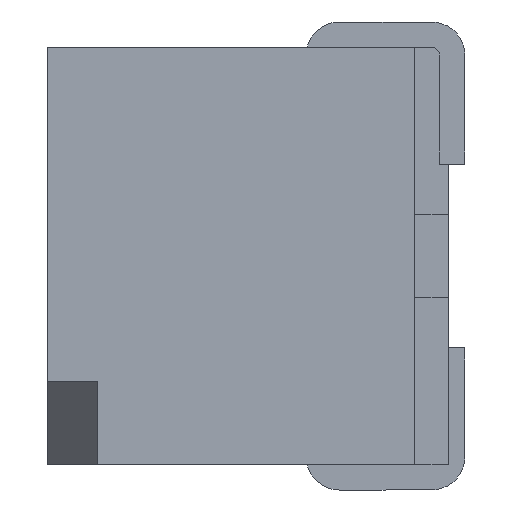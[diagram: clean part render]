
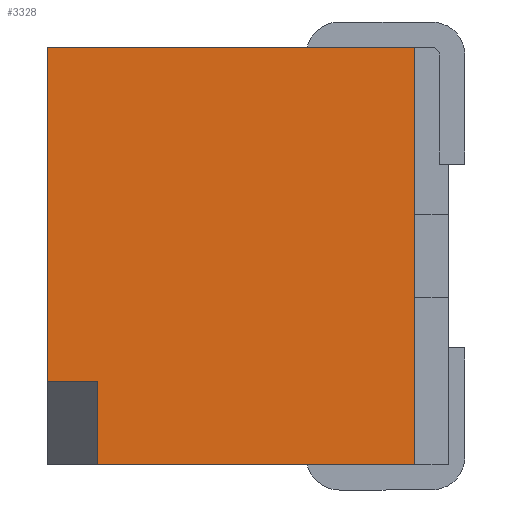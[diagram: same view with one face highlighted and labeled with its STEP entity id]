
A CAD part, left-side view. The second image highlights one B-rep face of the part: STEP entity #3328.
In plain terms, the highlighted planar face has unit normal (-1, 0, 0).
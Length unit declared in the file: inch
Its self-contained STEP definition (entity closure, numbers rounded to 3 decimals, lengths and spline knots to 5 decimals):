
#29 = PLANE ( 'NONE',  #2831 ) ;
#43 = CARTESIAN_POINT ( 'NONE',  ( -0.1063, 0.08268, -0.04921 ) ) ;
#73 = EDGE_CURVE ( 'NONE', #2650, #3176, #185, .T. ) ;
#182 = VECTOR ( 'NONE', #812, 39.37008 ) ;
#185 = LINE ( 'NONE', #2433, #691 ) ;
#309 = DIRECTION ( 'NONE',  ( 0., 0., -1. ) ) ;
#317 = VERTEX_POINT ( 'NONE', #1094 ) ;
#352 = DIRECTION ( 'NONE',  ( 1., 0., 0. ) ) ;
#401 = DIRECTION ( 'NONE',  ( 0., 0., 1. ) ) ;
#419 = ORIENTED_EDGE ( 'NONE', *, *, #3170, .F. ) ;
#572 = ORIENTED_EDGE ( 'NONE', *, *, #3423, .F. ) ;
#582 = CARTESIAN_POINT ( 'NONE',  ( -0.1063, 0.00787, 0.04921 ) ) ;
#585 = ORIENTED_EDGE ( 'NONE', *, *, #1477, .F. ) ;
#683 = ORIENTED_EDGE ( 'NONE', *, *, #1168, .F. ) ;
#691 = VECTOR ( 'NONE', #761, 39.37008 ) ;
#752 = EDGE_CURVE ( 'NONE', #1455, #3205, #1884, .T. ) ;
#761 = DIRECTION ( 'NONE',  ( 0., -1., 0. ) ) ;
#765 = EDGE_LOOP ( 'NONE', ( #419, #585, #683, #1634, #572, #2966 ) ) ;
#812 = DIRECTION ( 'NONE',  ( 0., 1., 0. ) ) ;
#876 = DIRECTION ( 'NONE',  ( 0., -1., 0. ) ) ;
#1094 = CARTESIAN_POINT ( 'NONE',  ( -0.1063, 0.00787, 0.04921 ) ) ;
#1168 = EDGE_CURVE ( 'NONE', #3205, #3146, #3151, .T. ) ;
#1443 = FACE_OUTER_BOUND ( 'NONE', #765, .T. ) ;
#1455 = VERTEX_POINT ( 'NONE', #2233 ) ;
#1473 = LINE ( 'NONE', #3180, #3130 ) ;
#1477 = EDGE_CURVE ( 'NONE', #3146, #317, #1473, .T. ) ;
#1634 = ORIENTED_EDGE ( 'NONE', *, *, #752, .F. ) ;
#1662 = VECTOR ( 'NONE', #3445, 39.37008 ) ;
#1709 = CARTESIAN_POINT ( 'NONE',  ( -0.1063, 0.09449, -0.02953 ) ) ;
#1735 = VECTOR ( 'NONE', #309, 39.37008 ) ;
#1884 = LINE ( 'NONE', #3616, #182 ) ;
#1962 = LINE ( 'NONE', #582, #1735 ) ;
#2029 = DIRECTION ( 'NONE',  ( 0., 0., -1. ) ) ;
#2106 = CARTESIAN_POINT ( 'NONE',  ( -0.1063, 0.08268, 0.04921 ) ) ;
#2174 = CARTESIAN_POINT ( 'NONE',  ( -0.1063, 0.09449, 0.04921 ) ) ;
#2233 = CARTESIAN_POINT ( 'NONE',  ( -0.1063, 0.08268, -0.02953 ) ) ;
#2433 = CARTESIAN_POINT ( 'NONE',  ( -0.1063, 0., -0.04921 ) ) ;
#2567 = CARTESIAN_POINT ( 'NONE',  ( -0.1063, 0.09449, 0.04921 ) ) ;
#2625 = CARTESIAN_POINT ( 'NONE',  ( -0.1063, 0.09449, 0.04921 ) ) ;
#2650 = VERTEX_POINT ( 'NONE', #43 ) ;
#2831 = AXIS2_PLACEMENT_3D ( 'NONE', #2567, #352, #2029 ) ;
#2946 = LINE ( 'NONE', #2106, #2953 ) ;
#2953 = VECTOR ( 'NONE', #401, 39.37008 ) ;
#2966 = ORIENTED_EDGE ( 'NONE', *, *, #73, .T. ) ;
#3130 = VECTOR ( 'NONE', #876, 39.37008 ) ;
#3146 = VERTEX_POINT ( 'NONE', #2174 ) ;
#3151 = LINE ( 'NONE', #2625, #1662 ) ;
#3170 = EDGE_CURVE ( 'NONE', #317, #3176, #1962, .T. ) ;
#3176 = VERTEX_POINT ( 'NONE', #3387 ) ;
#3180 = CARTESIAN_POINT ( 'NONE',  ( -0.1063, 0.09449, 0.04921 ) ) ;
#3205 = VERTEX_POINT ( 'NONE', #1709 ) ;
#3328 = ADVANCED_FACE ( 'NONE', ( #1443 ), #29, .F. ) ;
#3387 = CARTESIAN_POINT ( 'NONE',  ( -0.1063, 0.00787, -0.04921 ) ) ;
#3423 = EDGE_CURVE ( 'NONE', #2650, #1455, #2946, .T. ) ;
#3445 = DIRECTION ( 'NONE',  ( 0., 0., 1. ) ) ;
#3616 = CARTESIAN_POINT ( 'NONE',  ( -0.1063, 0.09449, -0.02953 ) ) ;
